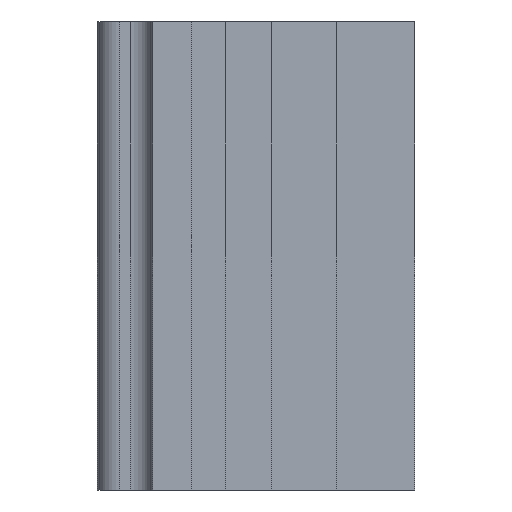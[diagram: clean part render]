
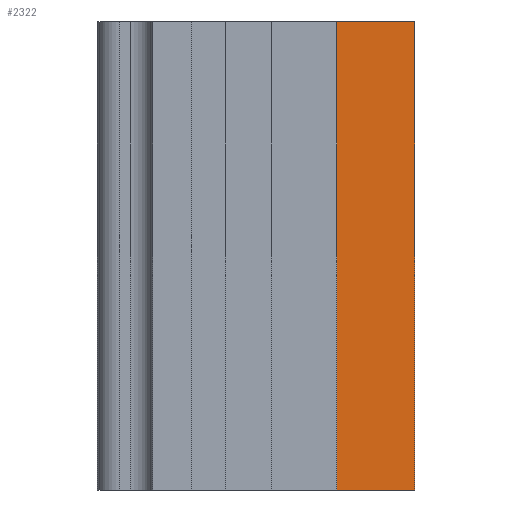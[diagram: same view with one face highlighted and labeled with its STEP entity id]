
A CAD part, left-side view. The second image highlights one B-rep face of the part: STEP entity #2322.
In plain terms, the highlighted planar face has unit normal (-1, 0, 0).
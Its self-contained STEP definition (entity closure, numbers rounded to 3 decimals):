
#55 = PLANE('',#56);
#56 = AXIS2_PLACEMENT_3D('',#57,#58,#59);
#57 = CARTESIAN_POINT('',(-10.7,8.25,0.));
#58 = DIRECTION('',(0.,0.,1.));
#59 = DIRECTION('',(1.,0.,0.));
#111 = PLANE('',#112);
#112 = AXIS2_PLACEMENT_3D('',#113,#114,#115);
#113 = CARTESIAN_POINT('',(-10.7,8.25,42.));
#114 = DIRECTION('',(0.,0.,-1.));
#115 = DIRECTION('',(-1.,0.,0.));
#401 = VERTEX_POINT('',#402);
#402 = CARTESIAN_POINT('',(-3.5,-4.75,0.));
#416 = PLANE('',#417);
#417 = AXIS2_PLACEMENT_3D('',#418,#419,#420);
#418 = CARTESIAN_POINT('',(-3.5,-4.75,0.));
#419 = DIRECTION('',(0.,-1.,0.));
#420 = DIRECTION('',(-1.,0.,0.));
#428 = EDGE_CURVE('',#401,#429,#431,.T.);
#429 = VERTEX_POINT('',#430);
#430 = CARTESIAN_POINT('',(-3.5,-11.75,0.));
#431 = SURFACE_CURVE('',#432,(#436,#443),.PCURVE_S1.);
#432 = LINE('',#433,#434);
#433 = CARTESIAN_POINT('',(-3.5,-4.75,0.));
#434 = VECTOR('',#435,1.);
#435 = DIRECTION('',(0.,-1.,0.));
#436 = PCURVE('',#55,#437);
#437 = DEFINITIONAL_REPRESENTATION('',(#438),#442);
#438 = LINE('',#439,#440);
#439 = CARTESIAN_POINT('',(7.2,-13.));
#440 = VECTOR('',#441,1.);
#441 = DIRECTION('',(0.,-1.));
#442 = ( GEOMETRIC_REPRESENTATION_CONTEXT(2) 
PARAMETRIC_REPRESENTATION_CONTEXT() REPRESENTATION_CONTEXT('2D SPACE',''
  ) );
#443 = PCURVE('',#444,#449);
#444 = PLANE('',#445);
#445 = AXIS2_PLACEMENT_3D('',#446,#447,#448);
#446 = CARTESIAN_POINT('',(-3.5,-4.75,0.));
#447 = DIRECTION('',(1.,0.,0.));
#448 = DIRECTION('',(0.,-1.,0.));
#449 = DEFINITIONAL_REPRESENTATION('',(#450),#454);
#450 = LINE('',#451,#452);
#451 = CARTESIAN_POINT('',(0.,0.));
#452 = VECTOR('',#453,1.);
#453 = DIRECTION('',(1.,0.));
#454 = ( GEOMETRIC_REPRESENTATION_CONTEXT(2) 
PARAMETRIC_REPRESENTATION_CONTEXT() REPRESENTATION_CONTEXT('2D SPACE',''
  ) );
#472 = PLANE('',#473);
#473 = AXIS2_PLACEMENT_3D('',#474,#475,#476);
#474 = CARTESIAN_POINT('',(0.,-11.75,0.));
#475 = DIRECTION('',(0.,-1.,0.));
#476 = DIRECTION('',(-1.,0.,0.));
#944 = VERTEX_POINT('',#945);
#945 = CARTESIAN_POINT('',(-3.5,-11.75,42.));
#966 = EDGE_CURVE('',#967,#944,#969,.T.);
#967 = VERTEX_POINT('',#968);
#968 = CARTESIAN_POINT('',(-3.5,-4.75,42.));
#969 = SURFACE_CURVE('',#970,(#974,#981),.PCURVE_S1.);
#970 = LINE('',#971,#972);
#971 = CARTESIAN_POINT('',(-3.5,-4.75,42.));
#972 = VECTOR('',#973,1.);
#973 = DIRECTION('',(0.,-1.,0.));
#974 = PCURVE('',#111,#975);
#975 = DEFINITIONAL_REPRESENTATION('',(#976),#980);
#976 = LINE('',#977,#978);
#977 = CARTESIAN_POINT('',(-7.2,-13.));
#978 = VECTOR('',#979,1.);
#979 = DIRECTION('',(0.,-1.));
#980 = ( GEOMETRIC_REPRESENTATION_CONTEXT(2) 
PARAMETRIC_REPRESENTATION_CONTEXT() REPRESENTATION_CONTEXT('2D SPACE',''
  ) );
#981 = PCURVE('',#444,#982);
#982 = DEFINITIONAL_REPRESENTATION('',(#983),#987);
#983 = LINE('',#984,#985);
#984 = CARTESIAN_POINT('',(0.,-42.));
#985 = VECTOR('',#986,1.);
#986 = DIRECTION('',(1.,0.));
#987 = ( GEOMETRIC_REPRESENTATION_CONTEXT(2) 
PARAMETRIC_REPRESENTATION_CONTEXT() REPRESENTATION_CONTEXT('2D SPACE',''
  ) );
#2274 = EDGE_CURVE('',#429,#944,#2275,.T.);
#2275 = SURFACE_CURVE('',#2276,(#2280,#2287),.PCURVE_S1.);
#2276 = LINE('',#2277,#2278);
#2277 = CARTESIAN_POINT('',(-3.5,-11.75,0.));
#2278 = VECTOR('',#2279,1.);
#2279 = DIRECTION('',(0.,0.,1.));
#2280 = PCURVE('',#472,#2281);
#2281 = DEFINITIONAL_REPRESENTATION('',(#2282),#2286);
#2282 = LINE('',#2283,#2284);
#2283 = CARTESIAN_POINT('',(3.5,0.));
#2284 = VECTOR('',#2285,1.);
#2285 = DIRECTION('',(0.,-1.));
#2286 = ( GEOMETRIC_REPRESENTATION_CONTEXT(2) 
PARAMETRIC_REPRESENTATION_CONTEXT() REPRESENTATION_CONTEXT('2D SPACE',''
  ) );
#2287 = PCURVE('',#444,#2288);
#2288 = DEFINITIONAL_REPRESENTATION('',(#2289),#2293);
#2289 = LINE('',#2290,#2291);
#2290 = CARTESIAN_POINT('',(7.,0.));
#2291 = VECTOR('',#2292,1.);
#2292 = DIRECTION('',(0.,-1.));
#2293 = ( GEOMETRIC_REPRESENTATION_CONTEXT(2) 
PARAMETRIC_REPRESENTATION_CONTEXT() REPRESENTATION_CONTEXT('2D SPACE',''
  ) );
#2299 = EDGE_CURVE('',#401,#967,#2300,.T.);
#2300 = SURFACE_CURVE('',#2301,(#2305,#2312),.PCURVE_S1.);
#2301 = LINE('',#2302,#2303);
#2302 = CARTESIAN_POINT('',(-3.5,-4.75,0.));
#2303 = VECTOR('',#2304,1.);
#2304 = DIRECTION('',(0.,0.,1.));
#2305 = PCURVE('',#416,#2306);
#2306 = DEFINITIONAL_REPRESENTATION('',(#2307),#2311);
#2307 = LINE('',#2308,#2309);
#2308 = CARTESIAN_POINT('',(0.,-0.));
#2309 = VECTOR('',#2310,1.);
#2310 = DIRECTION('',(0.,-1.));
#2311 = ( GEOMETRIC_REPRESENTATION_CONTEXT(2) 
PARAMETRIC_REPRESENTATION_CONTEXT() REPRESENTATION_CONTEXT('2D SPACE',''
  ) );
#2312 = PCURVE('',#444,#2313);
#2313 = DEFINITIONAL_REPRESENTATION('',(#2314),#2318);
#2314 = LINE('',#2315,#2316);
#2315 = CARTESIAN_POINT('',(0.,0.));
#2316 = VECTOR('',#2317,1.);
#2317 = DIRECTION('',(0.,-1.));
#2318 = ( GEOMETRIC_REPRESENTATION_CONTEXT(2) 
PARAMETRIC_REPRESENTATION_CONTEXT() REPRESENTATION_CONTEXT('2D SPACE',''
  ) );
#2322 = ADVANCED_FACE('',(#2323),#444,.F.);
#2323 = FACE_BOUND('',#2324,.F.);
#2324 = EDGE_LOOP('',(#2325,#2326,#2327,#2328));
#2325 = ORIENTED_EDGE('',*,*,#2299,.T.);
#2326 = ORIENTED_EDGE('',*,*,#966,.T.);
#2327 = ORIENTED_EDGE('',*,*,#2274,.F.);
#2328 = ORIENTED_EDGE('',*,*,#428,.F.);
